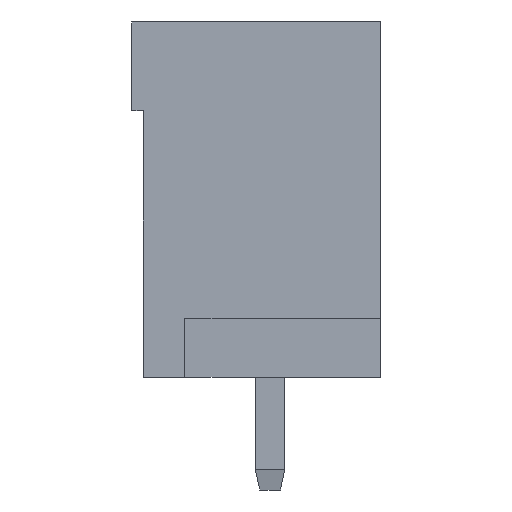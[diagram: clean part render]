
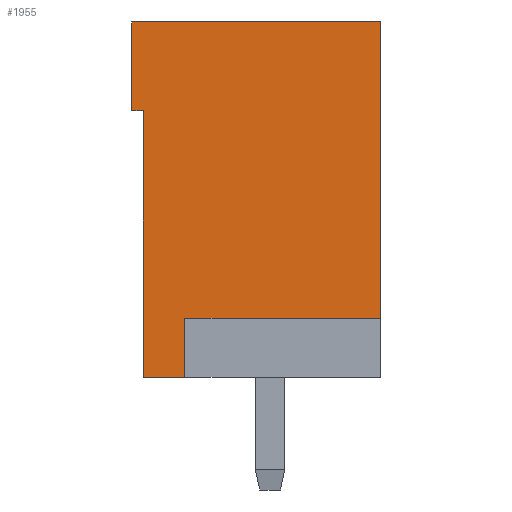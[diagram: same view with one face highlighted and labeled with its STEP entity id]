
A CAD part, left-side view. The second image highlights one B-rep face of the part: STEP entity #1955.
In plain terms, the highlighted planar face has unit normal (-1, 0, 0).
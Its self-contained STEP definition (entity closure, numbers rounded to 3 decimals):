
#22 = VERTEX_POINT('',#23);
#23 = CARTESIAN_POINT('',(-11.2,4.2,9.));
#32 = PLANE('',#33);
#33 = AXIS2_PLACEMENT_3D('',#34,#35,#36);
#34 = CARTESIAN_POINT('',(-11.2,4.2,0.));
#35 = DIRECTION('',(0.,1.,0.));
#36 = DIRECTION('',(1.,0.,0.));
#43 = PLANE('',#44);
#44 = AXIS2_PLACEMENT_3D('',#45,#46,#47);
#45 = CARTESIAN_POINT('',(11.2,3.8,9.));
#46 = DIRECTION('',(0.,0.,1.));
#47 = DIRECTION('',(1.,0.,0.));
#54 = EDGE_CURVE('',#22,#55,#57,.T.);
#55 = VERTEX_POINT('',#56);
#56 = CARTESIAN_POINT('',(-11.2,4.2,12.));
#57 = SURFACE_CURVE('',#58,(#62,#69),.PCURVE_S1.);
#58 = LINE('',#59,#60);
#59 = CARTESIAN_POINT('',(-11.2,4.2,0.));
#60 = VECTOR('',#61,1.);
#61 = DIRECTION('',(0.,0.,1.));
#62 = PCURVE('',#32,#63);
#63 = DEFINITIONAL_REPRESENTATION('',(#64),#68);
#64 = LINE('',#65,#66);
#65 = CARTESIAN_POINT('',(0.,0.));
#66 = VECTOR('',#67,1.);
#67 = DIRECTION('',(0.,-1.));
#68 = ( GEOMETRIC_REPRESENTATION_CONTEXT(2) 
PARAMETRIC_REPRESENTATION_CONTEXT() REPRESENTATION_CONTEXT('2D SPACE',''
  ) );
#69 = PCURVE('',#70,#75);
#70 = PLANE('',#71);
#71 = AXIS2_PLACEMENT_3D('',#72,#73,#74);
#72 = CARTESIAN_POINT('',(-11.2,-4.2,0.));
#73 = DIRECTION('',(-1.,0.,0.));
#74 = DIRECTION('',(0.,1.,0.));
#75 = DEFINITIONAL_REPRESENTATION('',(#76),#80);
#76 = LINE('',#77,#78);
#77 = CARTESIAN_POINT('',(8.4,0.));
#78 = VECTOR('',#79,1.);
#79 = DIRECTION('',(0.,-1.));
#80 = ( GEOMETRIC_REPRESENTATION_CONTEXT(2) 
PARAMETRIC_REPRESENTATION_CONTEXT() REPRESENTATION_CONTEXT('2D SPACE',''
  ) );
#98 = PLANE('',#99);
#99 = AXIS2_PLACEMENT_3D('',#100,#101,#102);
#100 = CARTESIAN_POINT('',(-11.2,4.2,12.));
#101 = DIRECTION('',(0.,0.,1.));
#102 = DIRECTION('',(1.,0.,0.));
#585 = VERTEX_POINT('',#586);
#586 = CARTESIAN_POINT('',(-11.2,3.8,9.));
#600 = PLANE('',#601);
#601 = AXIS2_PLACEMENT_3D('',#602,#603,#604);
#602 = CARTESIAN_POINT('',(11.2,3.8,9.));
#603 = DIRECTION('',(0.,1.,0.));
#604 = DIRECTION('',(0.,0.,1.));
#634 = EDGE_CURVE('',#585,#22,#635,.T.);
#635 = SURFACE_CURVE('',#636,(#640,#646),.PCURVE_S1.);
#636 = LINE('',#637,#638);
#637 = CARTESIAN_POINT('',(-11.2,-0.2,9.));
#638 = VECTOR('',#639,1.);
#639 = DIRECTION('',(0.,1.,0.));
#640 = PCURVE('',#43,#641);
#641 = DEFINITIONAL_REPRESENTATION('',(#642),#645);
#642 = B_SPLINE_CURVE_WITH_KNOTS('',1,(#643,#644),.UNSPECIFIED.,.F.,.F.,
  (2,2),(4.,4.4),.PIECEWISE_BEZIER_KNOTS.);
#643 = CARTESIAN_POINT('',(-22.4,0.));
#644 = CARTESIAN_POINT('',(-22.4,0.4));
#645 = ( GEOMETRIC_REPRESENTATION_CONTEXT(2) 
PARAMETRIC_REPRESENTATION_CONTEXT() REPRESENTATION_CONTEXT('2D SPACE',''
  ) );
#646 = PCURVE('',#70,#647);
#647 = DEFINITIONAL_REPRESENTATION('',(#648),#651);
#648 = B_SPLINE_CURVE_WITH_KNOTS('',1,(#649,#650),.UNSPECIFIED.,.F.,.F.,
  (2,2),(4.,4.4),.PIECEWISE_BEZIER_KNOTS.);
#649 = CARTESIAN_POINT('',(8.,-9.));
#650 = CARTESIAN_POINT('',(8.4,-9.));
#651 = ( GEOMETRIC_REPRESENTATION_CONTEXT(2) 
PARAMETRIC_REPRESENTATION_CONTEXT() REPRESENTATION_CONTEXT('2D SPACE',''
  ) );
#720 = PLANE('',#721);
#721 = AXIS2_PLACEMENT_3D('',#722,#723,#724);
#722 = CARTESIAN_POINT('',(11.2,-4.2,0.));
#723 = DIRECTION('',(0.,-1.,0.));
#724 = DIRECTION('',(-1.,0.,0.));
#798 = PLANE('',#799);
#799 = AXIS2_PLACEMENT_3D('',#800,#801,#802);
#800 = CARTESIAN_POINT('',(-11.2,4.2,0.));
#801 = DIRECTION('',(0.,0.,1.));
#802 = DIRECTION('',(1.,0.,0.));
#814 = EDGE_CURVE('',#815,#55,#817,.T.);
#815 = VERTEX_POINT('',#816);
#816 = CARTESIAN_POINT('',(-11.2,-4.2,12.));
#817 = SURFACE_CURVE('',#818,(#822,#829),.PCURVE_S1.);
#818 = LINE('',#819,#820);
#819 = CARTESIAN_POINT('',(-11.2,-4.2,12.));
#820 = VECTOR('',#821,1.);
#821 = DIRECTION('',(0.,1.,0.));
#822 = PCURVE('',#98,#823);
#823 = DEFINITIONAL_REPRESENTATION('',(#824),#828);
#824 = LINE('',#825,#826);
#825 = CARTESIAN_POINT('',(0.,-8.4));
#826 = VECTOR('',#827,1.);
#827 = DIRECTION('',(0.,1.));
#828 = ( GEOMETRIC_REPRESENTATION_CONTEXT(2) 
PARAMETRIC_REPRESENTATION_CONTEXT() REPRESENTATION_CONTEXT('2D SPACE',''
  ) );
#829 = PCURVE('',#70,#830);
#830 = DEFINITIONAL_REPRESENTATION('',(#831),#835);
#831 = LINE('',#832,#833);
#832 = CARTESIAN_POINT('',(0.,-12.));
#833 = VECTOR('',#834,1.);
#834 = DIRECTION('',(1.,0.));
#835 = ( GEOMETRIC_REPRESENTATION_CONTEXT(2) 
PARAMETRIC_REPRESENTATION_CONTEXT() REPRESENTATION_CONTEXT('2D SPACE',''
  ) );
#1955 = ADVANCED_FACE('',(#1956),#70,.T.);
#1956 = FACE_BOUND('',#1957,.T.);
#1957 = EDGE_LOOP('',(#1958,#1983,#2009,#2035,#2056,#2057,#2058,#2059));
#1958 = ORIENTED_EDGE('',*,*,#1959,.F.);
#1959 = EDGE_CURVE('',#1960,#1962,#1964,.T.);
#1960 = VERTEX_POINT('',#1961);
#1961 = CARTESIAN_POINT('',(-11.2,2.4,0.));
#1962 = VERTEX_POINT('',#1963);
#1963 = CARTESIAN_POINT('',(-11.2,3.8,0.));
#1964 = SURFACE_CURVE('',#1965,(#1969,#1976),.PCURVE_S1.);
#1965 = LINE('',#1966,#1967);
#1966 = CARTESIAN_POINT('',(-11.2,-4.2,0.));
#1967 = VECTOR('',#1968,1.);
#1968 = DIRECTION('',(0.,1.,0.));
#1969 = PCURVE('',#70,#1970);
#1970 = DEFINITIONAL_REPRESENTATION('',(#1971),#1975);
#1971 = LINE('',#1972,#1973);
#1972 = CARTESIAN_POINT('',(0.,0.));
#1973 = VECTOR('',#1974,1.);
#1974 = DIRECTION('',(1.,0.));
#1975 = ( GEOMETRIC_REPRESENTATION_CONTEXT(2) 
PARAMETRIC_REPRESENTATION_CONTEXT() REPRESENTATION_CONTEXT('2D SPACE',''
  ) );
#1976 = PCURVE('',#798,#1977);
#1977 = DEFINITIONAL_REPRESENTATION('',(#1978),#1982);
#1978 = LINE('',#1979,#1980);
#1979 = CARTESIAN_POINT('',(0.,-8.4));
#1980 = VECTOR('',#1981,1.);
#1981 = DIRECTION('',(0.,1.));
#1982 = ( GEOMETRIC_REPRESENTATION_CONTEXT(2) 
PARAMETRIC_REPRESENTATION_CONTEXT() REPRESENTATION_CONTEXT('2D SPACE',''
  ) );
#1983 = ORIENTED_EDGE('',*,*,#1984,.T.);
#1984 = EDGE_CURVE('',#1960,#1985,#1987,.T.);
#1985 = VERTEX_POINT('',#1986);
#1986 = CARTESIAN_POINT('',(-11.2,2.4,2.));
#1987 = SURFACE_CURVE('',#1988,(#1992,#1998),.PCURVE_S1.);
#1988 = LINE('',#1989,#1990);
#1989 = CARTESIAN_POINT('',(-11.2,2.4,1.));
#1990 = VECTOR('',#1991,1.);
#1991 = DIRECTION('',(0.,0.,1.));
#1992 = PCURVE('',#70,#1993);
#1993 = DEFINITIONAL_REPRESENTATION('',(#1994),#1997);
#1994 = B_SPLINE_CURVE_WITH_KNOTS('',1,(#1995,#1996),.UNSPECIFIED.,.F.,
  .F.,(2,2),(-1.,1.),.PIECEWISE_BEZIER_KNOTS.);
#1995 = CARTESIAN_POINT('',(6.6,0.));
#1996 = CARTESIAN_POINT('',(6.6,-2.));
#1997 = ( GEOMETRIC_REPRESENTATION_CONTEXT(2) 
PARAMETRIC_REPRESENTATION_CONTEXT() REPRESENTATION_CONTEXT('2D SPACE',''
  ) );
#1998 = PCURVE('',#1999,#2004);
#1999 = PLANE('',#2000);
#2000 = AXIS2_PLACEMENT_3D('',#2001,#2002,#2003);
#2001 = CARTESIAN_POINT('',(-11.82,2.4,2.));
#2002 = DIRECTION('',(0.,-1.,0.));
#2003 = DIRECTION('',(0.,0.,-1.));
#2004 = DEFINITIONAL_REPRESENTATION('',(#2005),#2008);
#2005 = B_SPLINE_CURVE_WITH_KNOTS('',1,(#2006,#2007),.UNSPECIFIED.,.F.,
  .F.,(2,2),(-1.,1.),.PIECEWISE_BEZIER_KNOTS.);
#2006 = CARTESIAN_POINT('',(2.,0.62));
#2007 = CARTESIAN_POINT('',(0.,0.62));
#2008 = ( GEOMETRIC_REPRESENTATION_CONTEXT(2) 
PARAMETRIC_REPRESENTATION_CONTEXT() REPRESENTATION_CONTEXT('2D SPACE',''
  ) );
#2009 = ORIENTED_EDGE('',*,*,#2010,.T.);
#2010 = EDGE_CURVE('',#1985,#2011,#2013,.T.);
#2011 = VERTEX_POINT('',#2012);
#2012 = CARTESIAN_POINT('',(-11.2,-4.2,2.));
#2013 = SURFACE_CURVE('',#2014,(#2018,#2024),.PCURVE_S1.);
#2014 = LINE('',#2015,#2016);
#2015 = CARTESIAN_POINT('',(-11.2,-4.2,2.));
#2016 = VECTOR('',#2017,1.);
#2017 = DIRECTION('',(0.,-1.,0.));
#2018 = PCURVE('',#70,#2019);
#2019 = DEFINITIONAL_REPRESENTATION('',(#2020),#2023);
#2020 = B_SPLINE_CURVE_WITH_KNOTS('',1,(#2021,#2022),.UNSPECIFIED.,.F.,
  .F.,(2,2),(-6.6,0.),.PIECEWISE_BEZIER_KNOTS.);
#2021 = CARTESIAN_POINT('',(6.6,-2.));
#2022 = CARTESIAN_POINT('',(0.,-2.));
#2023 = ( GEOMETRIC_REPRESENTATION_CONTEXT(2) 
PARAMETRIC_REPRESENTATION_CONTEXT() REPRESENTATION_CONTEXT('2D SPACE',''
  ) );
#2024 = PCURVE('',#2025,#2030);
#2025 = PLANE('',#2026);
#2026 = AXIS2_PLACEMENT_3D('',#2027,#2028,#2029);
#2027 = CARTESIAN_POINT('',(-11.82,-4.2,2.));
#2028 = DIRECTION('',(0.,0.,-1.));
#2029 = DIRECTION('',(1.,0.,0.));
#2030 = DEFINITIONAL_REPRESENTATION('',(#2031),#2034);
#2031 = B_SPLINE_CURVE_WITH_KNOTS('',1,(#2032,#2033),.UNSPECIFIED.,.F.,
  .F.,(2,2),(-6.6,0.),.PIECEWISE_BEZIER_KNOTS.);
#2032 = CARTESIAN_POINT('',(0.62,-6.6));
#2033 = CARTESIAN_POINT('',(0.62,0.));
#2034 = ( GEOMETRIC_REPRESENTATION_CONTEXT(2) 
PARAMETRIC_REPRESENTATION_CONTEXT() REPRESENTATION_CONTEXT('2D SPACE',''
  ) );
#2035 = ORIENTED_EDGE('',*,*,#2036,.T.);
#2036 = EDGE_CURVE('',#2011,#815,#2037,.T.);
#2037 = SURFACE_CURVE('',#2038,(#2042,#2049),.PCURVE_S1.);
#2038 = LINE('',#2039,#2040);
#2039 = CARTESIAN_POINT('',(-11.2,-4.2,0.));
#2040 = VECTOR('',#2041,1.);
#2041 = DIRECTION('',(0.,0.,1.));
#2042 = PCURVE('',#70,#2043);
#2043 = DEFINITIONAL_REPRESENTATION('',(#2044),#2048);
#2044 = LINE('',#2045,#2046);
#2045 = CARTESIAN_POINT('',(0.,0.));
#2046 = VECTOR('',#2047,1.);
#2047 = DIRECTION('',(0.,-1.));
#2048 = ( GEOMETRIC_REPRESENTATION_CONTEXT(2) 
PARAMETRIC_REPRESENTATION_CONTEXT() REPRESENTATION_CONTEXT('2D SPACE',''
  ) );
#2049 = PCURVE('',#720,#2050);
#2050 = DEFINITIONAL_REPRESENTATION('',(#2051),#2055);
#2051 = LINE('',#2052,#2053);
#2052 = CARTESIAN_POINT('',(22.4,0.));
#2053 = VECTOR('',#2054,1.);
#2054 = DIRECTION('',(0.,-1.));
#2055 = ( GEOMETRIC_REPRESENTATION_CONTEXT(2) 
PARAMETRIC_REPRESENTATION_CONTEXT() REPRESENTATION_CONTEXT('2D SPACE',''
  ) );
#2056 = ORIENTED_EDGE('',*,*,#814,.T.);
#2057 = ORIENTED_EDGE('',*,*,#54,.F.);
#2058 = ORIENTED_EDGE('',*,*,#634,.F.);
#2059 = ORIENTED_EDGE('',*,*,#2060,.T.);
#2060 = EDGE_CURVE('',#585,#1962,#2061,.T.);
#2061 = SURFACE_CURVE('',#2062,(#2066,#2072),.PCURVE_S1.);
#2062 = LINE('',#2063,#2064);
#2063 = CARTESIAN_POINT('',(-11.2,3.8,4.5));
#2064 = VECTOR('',#2065,1.);
#2065 = DIRECTION('',(0.,0.,-1.));
#2066 = PCURVE('',#70,#2067);
#2067 = DEFINITIONAL_REPRESENTATION('',(#2068),#2071);
#2068 = B_SPLINE_CURVE_WITH_KNOTS('',1,(#2069,#2070),.UNSPECIFIED.,.F.,
  .F.,(2,2),(-4.5,4.5),.PIECEWISE_BEZIER_KNOTS.);
#2069 = CARTESIAN_POINT('',(8.,-9.));
#2070 = CARTESIAN_POINT('',(8.,0.));
#2071 = ( GEOMETRIC_REPRESENTATION_CONTEXT(2) 
PARAMETRIC_REPRESENTATION_CONTEXT() REPRESENTATION_CONTEXT('2D SPACE',''
  ) );
#2072 = PCURVE('',#600,#2073);
#2073 = DEFINITIONAL_REPRESENTATION('',(#2074),#2077);
#2074 = B_SPLINE_CURVE_WITH_KNOTS('',1,(#2075,#2076),.UNSPECIFIED.,.F.,
  .F.,(2,2),(-4.5,4.5),.PIECEWISE_BEZIER_KNOTS.);
#2075 = CARTESIAN_POINT('',(0.,-22.4));
#2076 = CARTESIAN_POINT('',(-9.,-22.4));
#2077 = ( GEOMETRIC_REPRESENTATION_CONTEXT(2) 
PARAMETRIC_REPRESENTATION_CONTEXT() REPRESENTATION_CONTEXT('2D SPACE',''
  ) );
